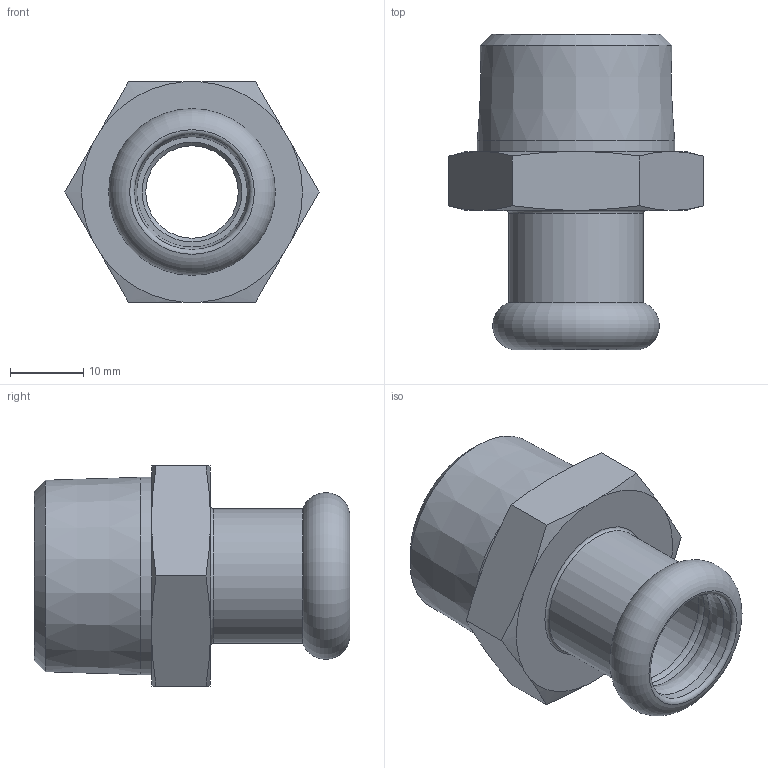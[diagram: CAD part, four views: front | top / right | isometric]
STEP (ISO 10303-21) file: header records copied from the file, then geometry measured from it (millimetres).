
FILE_DESCRIPTION(/* description */ ('MANICOTTO FILETTATO MASCHIO 3/4"x15 (INOXPRES)'),/* implementation_level */ '2;1');
FILE_NAME(/* name */ '187304015_Inoxpres.stp',/* time_stamp */ '2022-10-11T16:03:44+02:00',/* author */ ('Vault'),/* organization */ ('Raccorderie metalliche s.p.a. '),/* preprocessor_version */ 'ST-DEVELOPER v18.1',/* originating_system */ 'Autodesk Inventor 2020',/* authorisation */ 'Raccorderie metalliche s.p.a. ');
FILE_SCHEMA (('AUTOMOTIVE_DESIGN { 1 0 10303 214 3 1 1 }'));
Length unit declared in the file: millimetre
Products named in the file (1): 187304015_Inoxpres
Bounding box: 34.64 x 43 x 30 mm (x, y, z)
Volume: 13990.7 mm3; surface area: 6420.9 mm2
Topology: 1 solids, 1 shells, 38 faces, 104 edges, 70 vertices
Faces by surface type: cone 17, plane 10, cylinder 6, torus 5
Full cylindrical faces by diameter (mm): 12.6 x1, 15.3 x1, 15.7 x2, 18.3 x1, 26.9 x1
Entity records: 1256 total; most frequent: CARTESIAN_POINT 261, DIRECTION 209, ORIENTED_EDGE 208, EDGE_CURVE 104, AXIS2_PLACEMENT_3D 90, VERTEX_POINT 70, CIRCLE 51, EDGE_LOOP 42
